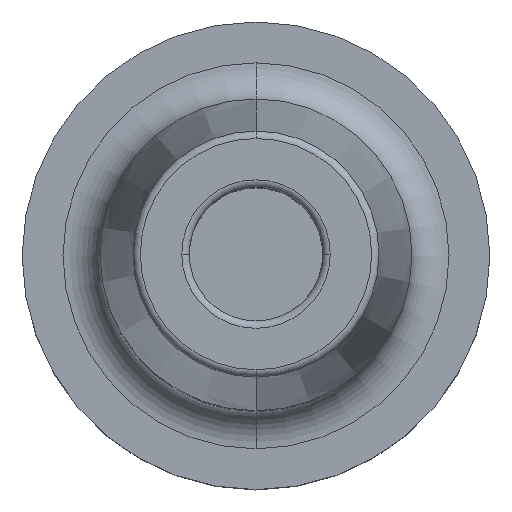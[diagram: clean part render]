
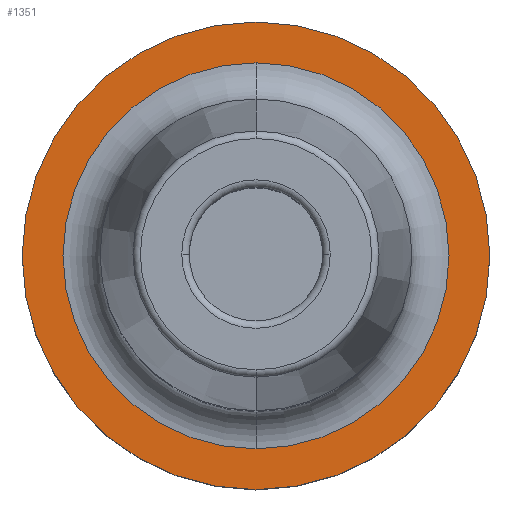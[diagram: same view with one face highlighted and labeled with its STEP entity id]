
A CAD part, top view. The second image highlights one B-rep face of the part: STEP entity #1351.
In plain terms, the highlighted planar face has unit normal (0, 0, 1).
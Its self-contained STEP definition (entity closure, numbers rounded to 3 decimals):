
#376=CARTESIAN_POINT('',(0.,0.,25.95));
#377=DIRECTION('',(0.,0.,1.));
#378=DIRECTION('',(0.,-1.,0.));
#379=AXIS2_PLACEMENT_3D('',#376,#377,#378);
#384=CARTESIAN_POINT('',(0.,0.,25.95));
#385=DIRECTION('',(0.,0.,1.));
#386=DIRECTION('',(0.,1.,0.));
#387=AXIS2_PLACEMENT_3D('',#384,#385,#386);
#392=CARTESIAN_POINT('',(0.,0.,25.95));
#393=DIRECTION('',(0.,0.,1.));
#394=DIRECTION('',(0.,1.,0.));
#395=AXIS2_PLACEMENT_3D('',#392,#393,#394);
#400=CARTESIAN_POINT('',(0.,0.,25.95));
#401=DIRECTION('',(0.,0.,-1.));
#402=DIRECTION('',(0.,1.,0.));
#403=AXIS2_PLACEMENT_3D('',#400,#401,#402);
#883=CARTESIAN_POINT('',(0.,26.,25.95));
#885=VERTEX_POINT('',#883);
#887=CARTESIAN_POINT('',(0.,-26.,25.95));
#889=VERTEX_POINT('',#887);
#982=CARTESIAN_POINT('',(0.,-31.5,25.95));
#983=CARTESIAN_POINT('',(0.,31.5,25.95));
#984=VERTEX_POINT('',#982);
#985=VERTEX_POINT('',#983);
#1336=CARTESIAN_POINT('',(0.,0.,25.95));
#1337=DIRECTION('',(0.,0.,1.));
#1338=DIRECTION('',(0.,1.,0.));
#1339=AXIS2_PLACEMENT_3D('',#1336,#1337,#1338);
#1340=PLANE('',#1339);
#1341=ORIENTED_EDGE('',*,*,#1019,.F.);
#1342=ORIENTED_EDGE('',*,*,#1077,.F.);
#1343=EDGE_LOOP('',(#1341,#1342));
#1344=FACE_OUTER_BOUND('',#1343,.F.);
#1346=ORIENTED_EDGE('',*,*,#1345,.T.);
#1348=ORIENTED_EDGE('',*,*,#1347,.F.);
#1349=EDGE_LOOP('',(#1346,#1348));
#1350=FACE_BOUND('',#1349,.F.);
#1351=ADVANCED_FACE('',(#1344,#1350),#1340,.T.);
#380=CIRCLE('',#379,31.5);
#388=CIRCLE('',#387,31.5);
#396=CIRCLE('',#395,26.);
#404=CIRCLE('',#403,26.);
#1019=EDGE_CURVE('',#984,#985,#380,.T.);
#1077=EDGE_CURVE('',#985,#984,#388,.T.);
#1345=EDGE_CURVE('',#885,#889,#396,.T.);
#1347=EDGE_CURVE('',#885,#889,#404,.T.);
